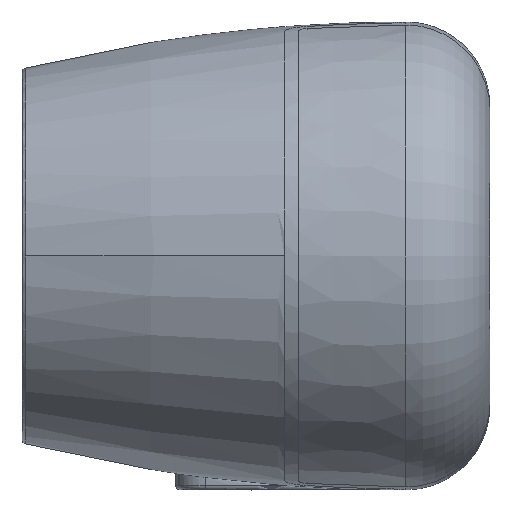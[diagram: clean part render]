
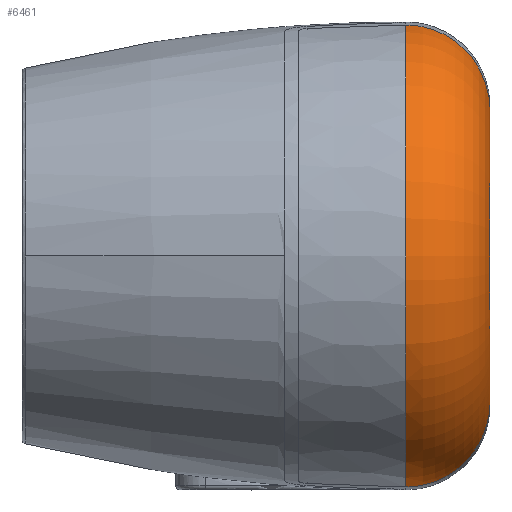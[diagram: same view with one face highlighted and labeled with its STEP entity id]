
A CAD part, left-side view. The second image highlights one B-rep face of the part: STEP entity #6461.
In plain terms, the highlighted toroidal (fillet/blend) face has major radius 8 mm and minor radius 4.5 mm.
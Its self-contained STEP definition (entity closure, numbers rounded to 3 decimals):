
#223=TOROIDAL_SURFACE('',#6863,8.,4.5);
#256=CIRCLE('',#6862,8.);
#728=FACE_OUTER_BOUND('',#1112,.T.);
#1112=EDGE_LOOP('',(#4313,#4314,#4315,#4316,#4317));
#2481=B_SPLINE_CURVE_WITH_KNOTS('',3,(#9279,#9280,#9281,#9282,#9283,#9284,
#9285,#9286,#9287,#9288,#9289,#9290,#9291,#9292,#9293,#9294,#9295,#9296),
 .UNSPECIFIED.,.F.,.F.,(4,2,2,2,2,2,2,2,4),(-0.674,-0.588,
-0.501,-0.417,-0.332,-0.249,
-0.166,-0.083,0.),
 .UNSPECIFIED.);
#2482=B_SPLINE_CURVE_WITH_KNOTS('',3,(#9299,#9300,#9301,#9302,#9303,#9304,
#9305,#9306,#9307,#9308,#9309,#9310,#9311,#9312,#9313,#9314,#9315,#9316),
 .UNSPECIFIED.,.F.,.F.,(4,2,2,2,2,2,2,2,4),(-2.728,-2.645,
-2.562,-2.479,-2.395,-2.311,
-2.227,-2.14,-2.054),.UNSPECIFIED.);
#2485=B_SPLINE_CURVE_WITH_KNOTS('',3,(#9545,#9546,#9547,#9548,#9549,#9550,
#9551,#9552,#9553,#9554,#9555,#9556,#9557,#9558,#9559,#9560,#9561,#9562,
#9563,#9564,#9565,#9566),.UNSPECIFIED.,.F.,.F.,(4,3,3,3,3,3,3,4),(0.055,
0.125,0.187,0.25,0.312,
0.375,0.437,0.5),.UNSPECIFIED.);
#2486=B_SPLINE_CURVE_WITH_KNOTS('',3,(#9567,#9568,#9569,#9570,#9571,#9572,
#9573,#9574,#9575,#9576,#9577,#9578,#9579,#9580,#9581,#9582,#9583,#9584,
#9585,#9586,#9587,#9588),.UNSPECIFIED.,.F.,.F.,(4,3,3,3,3,3,3,4),(0.5,
0.563,0.625,0.688,0.75,
0.813,0.875,0.945),.UNSPECIFIED.);
#2624=VERTEX_POINT('',#9262);
#2626=VERTEX_POINT('',#9271);
#2627=VERTEX_POINT('',#9278);
#2628=VERTEX_POINT('',#9297);
#2629=VERTEX_POINT('',#9544);
#3292=EDGE_CURVE('',#2627,#2626,#2481,.T.);
#3294=EDGE_CURVE('',#2624,#2628,#2482,.T.);
#3297=EDGE_CURVE('',#2627,#2628,#256,.F.);
#3298=EDGE_CURVE('',#2624,#2629,#2485,.T.);
#3299=EDGE_CURVE('',#2629,#2626,#2486,.T.);
#4313=ORIENTED_EDGE('',*,*,#3298,.F.);
#4314=ORIENTED_EDGE('',*,*,#3294,.T.);
#4315=ORIENTED_EDGE('',*,*,#3297,.F.);
#4316=ORIENTED_EDGE('',*,*,#3292,.T.);
#4317=ORIENTED_EDGE('',*,*,#3299,.F.);
#6461=ADVANCED_FACE('',(#728),#223,.T.);
#6862=AXIS2_PLACEMENT_3D('',#9355,#7506,#7507);
#6863=AXIS2_PLACEMENT_3D('',#9589,#7508,#7509);
#7506=DIRECTION('center_axis',(0.,1.,0.));
#7507=DIRECTION('ref_axis',(0.,0.,1.));
#7508=DIRECTION('center_axis',(0.,1.,0.));
#7509=DIRECTION('ref_axis',(0.,0.,1.));
#9262=CARTESIAN_POINT('',(-34.5,0.,-12.338));
#9271=CARTESIAN_POINT('',(-34.5,0.,12.338));
#9278=CARTESIAN_POINT('',(-34.5,-4.5,7.746));
#9279=CARTESIAN_POINT('Ctrl Pts',(-34.5,-4.5,7.746));
#9280=CARTESIAN_POINT('Ctrl Pts',(-34.5,-4.5,8.034));
#9281=CARTESIAN_POINT('Ctrl Pts',(-34.5,-4.472,8.348));
#9282=CARTESIAN_POINT('Ctrl Pts',(-34.5,-4.352,8.963));
#9283=CARTESIAN_POINT('Ctrl Pts',(-34.5,-4.26,9.265));
#9284=CARTESIAN_POINT('Ctrl Pts',(-34.5,-4.044,9.791));
#9285=CARTESIAN_POINT('Ctrl Pts',(-34.5,-3.902,10.065));
#9286=CARTESIAN_POINT('Ctrl Pts',(-34.5,-3.564,10.577));
#9287=CARTESIAN_POINT('Ctrl Pts',(-34.5,-3.367,10.815));
#9288=CARTESIAN_POINT('Ctrl Pts',(-34.5,-2.973,11.212));
#9289=CARTESIAN_POINT('Ctrl Pts',(-34.5,-2.74,11.408));
#9290=CARTESIAN_POINT('Ctrl Pts',(-34.5,-2.238,11.747));
#9291=CARTESIAN_POINT('Ctrl Pts',(-34.5,-1.968,11.889));
#9292=CARTESIAN_POINT('Ctrl Pts',(-34.5,-1.457,12.102));
#9293=CARTESIAN_POINT('Ctrl Pts',(-34.5,-1.168,12.193));
#9294=CARTESIAN_POINT('Ctrl Pts',(-34.5,-0.578,12.312));
#9295=CARTESIAN_POINT('Ctrl Pts',(-34.5,-0.276,12.339));
#9296=CARTESIAN_POINT('Ctrl Pts',(-34.5,0.,12.339));
#9297=CARTESIAN_POINT('',(-34.5,-4.5,-7.746));
#9299=CARTESIAN_POINT('Ctrl Pts',(-34.5,0.,-12.339));
#9300=CARTESIAN_POINT('Ctrl Pts',(-34.5,-0.276,-12.339));
#9301=CARTESIAN_POINT('Ctrl Pts',(-34.5,-0.578,-12.312));
#9302=CARTESIAN_POINT('Ctrl Pts',(-34.5,-1.168,-12.193));
#9303=CARTESIAN_POINT('Ctrl Pts',(-34.5,-1.457,-12.102));
#9304=CARTESIAN_POINT('Ctrl Pts',(-34.5,-1.968,-11.889));
#9305=CARTESIAN_POINT('Ctrl Pts',(-34.5,-2.238,-11.747));
#9306=CARTESIAN_POINT('Ctrl Pts',(-34.5,-2.74,-11.408));
#9307=CARTESIAN_POINT('Ctrl Pts',(-34.5,-2.973,-11.212));
#9308=CARTESIAN_POINT('Ctrl Pts',(-34.5,-3.367,-10.815));
#9309=CARTESIAN_POINT('Ctrl Pts',(-34.5,-3.564,-10.577));
#9310=CARTESIAN_POINT('Ctrl Pts',(-34.5,-3.902,-10.065));
#9311=CARTESIAN_POINT('Ctrl Pts',(-34.5,-4.044,-9.791));
#9312=CARTESIAN_POINT('Ctrl Pts',(-34.5,-4.26,-9.265));
#9313=CARTESIAN_POINT('Ctrl Pts',(-34.5,-4.352,-8.963));
#9314=CARTESIAN_POINT('Ctrl Pts',(-34.5,-4.472,-8.348));
#9315=CARTESIAN_POINT('Ctrl Pts',(-34.5,-4.5,-8.034));
#9316=CARTESIAN_POINT('Ctrl Pts',(-34.5,-4.5,-7.746));
#9355=CARTESIAN_POINT('Origin',(-32.5,-4.5,0.));
#9544=CARTESIAN_POINT('',(-45.,0.,0.));
#9545=CARTESIAN_POINT('Ctrl Pts',(-34.5,0.,-12.338));
#9546=CARTESIAN_POINT('Ctrl Pts',(-35.359,0.,-12.199));
#9547=CARTESIAN_POINT('Ctrl Pts',(-36.219,0.,-11.968));
#9548=CARTESIAN_POINT('Ctrl Pts',(-37.058,0.,-11.64));
#9549=CARTESIAN_POINT('Ctrl Pts',(-37.805,0.,-11.347));
#9550=CARTESIAN_POINT('Ctrl Pts',(-38.535,0.,-10.977));
#9551=CARTESIAN_POINT('Ctrl Pts',(-39.228,0.,-10.535));
#9552=CARTESIAN_POINT('Ctrl Pts',(-39.921,0.,-10.092));
#9553=CARTESIAN_POINT('Ctrl Pts',(-40.577,0.,-9.576));
#9554=CARTESIAN_POINT('Ctrl Pts',(-41.179,0.,-8.996));
#9555=CARTESIAN_POINT('Ctrl Pts',(-41.78,0.,-8.416));
#9556=CARTESIAN_POINT('Ctrl Pts',(-42.327,0.,-7.771));
#9557=CARTESIAN_POINT('Ctrl Pts',(-42.804,0.,-7.076));
#9558=CARTESIAN_POINT('Ctrl Pts',(-43.281,0.,-6.381));
#9559=CARTESIAN_POINT('Ctrl Pts',(-43.688,0.,-5.637));
#9560=CARTESIAN_POINT('Ctrl Pts',(-44.016,0.,-4.862));
#9561=CARTESIAN_POINT('Ctrl Pts',(-44.343,0.,-4.086));
#9562=CARTESIAN_POINT('Ctrl Pts',(-44.591,0.,-3.28));
#9563=CARTESIAN_POINT('Ctrl Pts',(-44.755,0.,-2.463));
#9564=CARTESIAN_POINT('Ctrl Pts',(-44.919,0.,-1.646));
#9565=CARTESIAN_POINT('Ctrl Pts',(-45.,0.,-0.818));
#9566=CARTESIAN_POINT('Ctrl Pts',(-45.,0.,0.));
#9567=CARTESIAN_POINT('Ctrl Pts',(-45.,0.,0.));
#9568=CARTESIAN_POINT('Ctrl Pts',(-45.,0.,0.818));
#9569=CARTESIAN_POINT('Ctrl Pts',(-44.919,0.,1.646));
#9570=CARTESIAN_POINT('Ctrl Pts',(-44.755,0.,2.463));
#9571=CARTESIAN_POINT('Ctrl Pts',(-44.591,0.,3.28));
#9572=CARTESIAN_POINT('Ctrl Pts',(-44.343,0.,4.086));
#9573=CARTESIAN_POINT('Ctrl Pts',(-44.016,0.,4.862));
#9574=CARTESIAN_POINT('Ctrl Pts',(-43.688,0.,5.637));
#9575=CARTESIAN_POINT('Ctrl Pts',(-43.281,0.,6.381));
#9576=CARTESIAN_POINT('Ctrl Pts',(-42.804,0.,7.076));
#9577=CARTESIAN_POINT('Ctrl Pts',(-42.327,0.,7.771));
#9578=CARTESIAN_POINT('Ctrl Pts',(-41.78,0.,8.416));
#9579=CARTESIAN_POINT('Ctrl Pts',(-41.179,0.,8.996));
#9580=CARTESIAN_POINT('Ctrl Pts',(-40.577,0.,9.576));
#9581=CARTESIAN_POINT('Ctrl Pts',(-39.921,0.,10.092));
#9582=CARTESIAN_POINT('Ctrl Pts',(-39.228,0.,10.535));
#9583=CARTESIAN_POINT('Ctrl Pts',(-38.535,0.,10.977));
#9584=CARTESIAN_POINT('Ctrl Pts',(-37.805,0.,11.347));
#9585=CARTESIAN_POINT('Ctrl Pts',(-37.058,0.,11.64));
#9586=CARTESIAN_POINT('Ctrl Pts',(-36.219,0.,11.968));
#9587=CARTESIAN_POINT('Ctrl Pts',(-35.359,0.,12.199));
#9588=CARTESIAN_POINT('Ctrl Pts',(-34.5,0.,12.338));
#9589=CARTESIAN_POINT('Origin',(-32.5,0.,0.));
